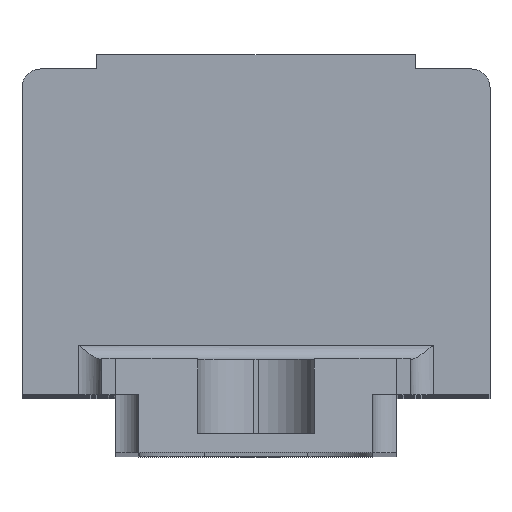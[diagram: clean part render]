
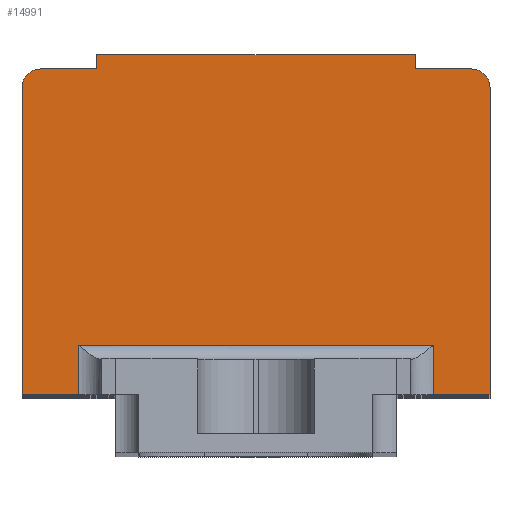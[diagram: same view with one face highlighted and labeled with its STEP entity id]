
A CAD part, top view. The second image highlights one B-rep face of the part: STEP entity #14991.
In plain terms, the highlighted planar face has unit normal (0, 0, 1).
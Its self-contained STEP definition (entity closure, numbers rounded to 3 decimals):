
#690=DIRECTION('',(0.,-1.,0.));
#691=VECTOR('',#690,5.3);
#692=CARTESIAN_POINT('',(19.,11.5,268.1));
#693=LINE('',#692,#691);
#724=DIRECTION('',(1.,0.,0.));
#725=VECTOR('',#724,38.);
#726=CARTESIAN_POINT('',(-19.,11.5,268.1));
#727=LINE('',#726,#725);
#745=DIRECTION('',(0.,1.,0.));
#746=VECTOR('',#745,5.3);
#747=CARTESIAN_POINT('',(-19.,6.2,268.1));
#748=LINE('',#747,#746);
#763=DIRECTION('',(-1.,0.,0.));
#764=VECTOR('',#763,6.);
#765=CARTESIAN_POINT('',(-19.,6.2,268.1));
#766=LINE('',#765,#764);
#767=DIRECTION('',(0.,1.,0.));
#768=VECTOR('',#767,32.8);
#769=CARTESIAN_POINT('',(-25.,6.2,268.1));
#770=LINE('',#769,#768);
#771=CARTESIAN_POINT('',(-23.,39.,268.1));
#772=DIRECTION('',(0.,0.,-1.));
#773=DIRECTION('',(-1.,0.,0.));
#774=AXIS2_PLACEMENT_3D('',#771,#772,#773);
#776=DIRECTION('',(1.,0.,0.));
#777=VECTOR('',#776,6.);
#778=CARTESIAN_POINT('',(-23.,41.,268.1));
#779=LINE('',#778,#777);
#780=DIRECTION('',(0.,1.,0.));
#781=VECTOR('',#780,1.5);
#782=CARTESIAN_POINT('',(-17.,41.,268.1));
#783=LINE('',#782,#781);
#784=DIRECTION('',(1.,0.,0.));
#785=VECTOR('',#784,34.);
#786=CARTESIAN_POINT('',(-17.,42.5,268.1));
#787=LINE('',#786,#785);
#788=DIRECTION('',(0.,-1.,0.));
#789=VECTOR('',#788,1.5);
#790=CARTESIAN_POINT('',(17.,42.5,268.1));
#791=LINE('',#790,#789);
#792=DIRECTION('',(1.,0.,0.));
#793=VECTOR('',#792,6.);
#794=CARTESIAN_POINT('',(17.,41.,268.1));
#795=LINE('',#794,#793);
#796=CARTESIAN_POINT('',(23.,39.,268.1));
#797=DIRECTION('',(0.,0.,-1.));
#798=DIRECTION('',(0.,1.,0.));
#799=AXIS2_PLACEMENT_3D('',#796,#797,#798);
#801=DIRECTION('',(0.,-1.,0.));
#802=VECTOR('',#801,32.8);
#803=CARTESIAN_POINT('',(25.,39.,268.1));
#804=LINE('',#803,#802);
#805=DIRECTION('',(-1.,0.,0.));
#806=VECTOR('',#805,6.);
#807=CARTESIAN_POINT('',(25.,6.2,268.1));
#808=LINE('',#807,#806);
#11545=CARTESIAN_POINT('',(-25.,6.2,268.1));
#11546=CARTESIAN_POINT('',(-25.,39.,268.1));
#11547=VERTEX_POINT('',#11545);
#11548=VERTEX_POINT('',#11546);
#11549=CARTESIAN_POINT('',(-23.,41.,268.1));
#11550=VERTEX_POINT('',#11549);
#11551=CARTESIAN_POINT('',(-17.,41.,268.1));
#11552=VERTEX_POINT('',#11551);
#11553=CARTESIAN_POINT('',(-17.,42.5,268.1));
#11554=VERTEX_POINT('',#11553);
#11555=CARTESIAN_POINT('',(17.,42.5,268.1));
#11556=VERTEX_POINT('',#11555);
#11557=CARTESIAN_POINT('',(17.,41.,268.1));
#11558=VERTEX_POINT('',#11557);
#11559=CARTESIAN_POINT('',(23.,41.,268.1));
#11560=VERTEX_POINT('',#11559);
#11561=CARTESIAN_POINT('',(25.,39.,268.1));
#11562=VERTEX_POINT('',#11561);
#11563=CARTESIAN_POINT('',(25.,6.2,268.1));
#11564=VERTEX_POINT('',#11563);
#11673=CARTESIAN_POINT('',(19.,6.2,268.1));
#11674=VERTEX_POINT('',#11673);
#11679=CARTESIAN_POINT('',(-19.,6.2,268.1));
#11680=VERTEX_POINT('',#11679);
#11749=CARTESIAN_POINT('',(-19.,11.5,268.1));
#11750=CARTESIAN_POINT('',(19.,11.5,268.1));
#11751=VERTEX_POINT('',#11749);
#11752=VERTEX_POINT('',#11750);
#14960=CARTESIAN_POINT('',(0.,0.,268.1));
#14961=DIRECTION('',(0.,0.,-1.));
#14962=DIRECTION('',(-1.,0.,0.));
#14963=AXIS2_PLACEMENT_3D('',#14960,#14961,#14962);
#14964=PLANE('',#14963);
#14965=ORIENTED_EDGE('',*,*,#14938,.F.);
#14966=ORIENTED_EDGE('',*,*,#14949,.F.);
#14968=ORIENTED_EDGE('',*,*,#14967,.T.);
#14970=ORIENTED_EDGE('',*,*,#14969,.T.);
#14972=ORIENTED_EDGE('',*,*,#14971,.T.);
#14974=ORIENTED_EDGE('',*,*,#14973,.T.);
#14976=ORIENTED_EDGE('',*,*,#14975,.T.);
#14978=ORIENTED_EDGE('',*,*,#14977,.T.);
#14980=ORIENTED_EDGE('',*,*,#14979,.T.);
#14982=ORIENTED_EDGE('',*,*,#14981,.T.);
#14984=ORIENTED_EDGE('',*,*,#14983,.T.);
#14986=ORIENTED_EDGE('',*,*,#14985,.T.);
#14987=ORIENTED_EDGE('',*,*,#14811,.T.);
#14988=ORIENTED_EDGE('',*,*,#14923,.F.);
#14989=EDGE_LOOP('',(#14965,#14966,#14968,#14970,#14972,#14974,#14976,#14978,
#14980,#14982,#14984,#14986,#14987,#14988));
#14990=FACE_OUTER_BOUND('',#14989,.F.);
#14991=ADVANCED_FACE('',(#14990),#14964,.F.);
#775=CIRCLE('',#774,2.);
#800=CIRCLE('',#799,2.);
#14811=EDGE_CURVE('',#11564,#11674,#808,.T.);
#14923=EDGE_CURVE('',#11752,#11674,#693,.T.);
#14938=EDGE_CURVE('',#11751,#11752,#727,.T.);
#14949=EDGE_CURVE('',#11680,#11751,#748,.T.);
#14967=EDGE_CURVE('',#11680,#11547,#766,.T.);
#14969=EDGE_CURVE('',#11547,#11548,#770,.T.);
#14971=EDGE_CURVE('',#11548,#11550,#775,.T.);
#14973=EDGE_CURVE('',#11550,#11552,#779,.T.);
#14975=EDGE_CURVE('',#11552,#11554,#783,.T.);
#14977=EDGE_CURVE('',#11554,#11556,#787,.T.);
#14979=EDGE_CURVE('',#11556,#11558,#791,.T.);
#14981=EDGE_CURVE('',#11558,#11560,#795,.T.);
#14983=EDGE_CURVE('',#11560,#11562,#800,.T.);
#14985=EDGE_CURVE('',#11562,#11564,#804,.T.);
